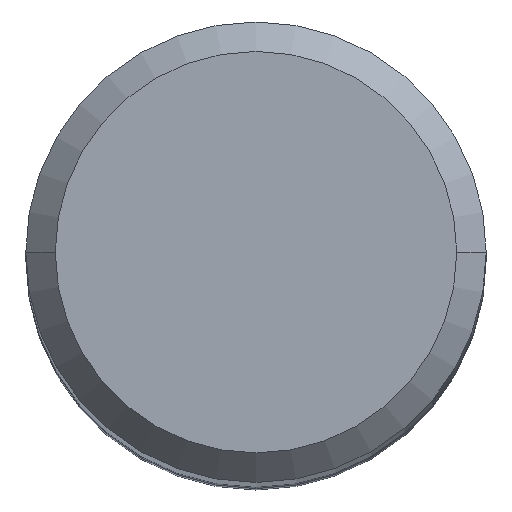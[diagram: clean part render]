
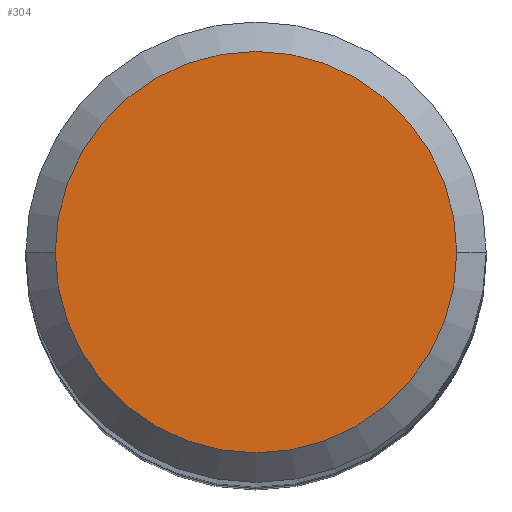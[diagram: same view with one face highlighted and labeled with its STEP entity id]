
A CAD part, top view. The second image highlights one B-rep face of the part: STEP entity #304.
In plain terms, the highlighted planar face has unit normal (0, 0, 1).
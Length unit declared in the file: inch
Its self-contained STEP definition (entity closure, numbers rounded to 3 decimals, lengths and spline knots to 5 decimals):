
#4 = FACE_OUTER_BOUND ( 'NONE', #418, .T. ) ;
#140 = ORIENTED_EDGE ( 'NONE', *, *, #157, .T. ) ;
#141 = AXIS2_PLACEMENT_3D ( 'NONE', #321, #407, #204 ) ;
#157 = EDGE_CURVE ( 'NONE', #253, #232, #290, .T. ) ;
#162 = CARTESIAN_POINT ( 'NONE',  ( -0.13625, 0., 0. ) ) ;
#191 = CARTESIAN_POINT ( 'NONE',  ( 0., 0., 0. ) ) ;
#200 = CARTESIAN_POINT ( 'NONE',  ( 0.13625, 0., 0. ) ) ;
#204 = DIRECTION ( 'NONE',  ( 1., 0., 0. ) ) ;
#225 = AXIS2_PLACEMENT_3D ( 'NONE', #299, #560, #423 ) ;
#232 = VERTEX_POINT ( 'NONE', #162 ) ;
#253 = VERTEX_POINT ( 'NONE', #200 ) ;
#273 = EDGE_CURVE ( 'NONE', #232, #253, #558, .T. ) ;
#290 = CIRCLE ( 'NONE', #357, 0.13625 ) ;
#299 = CARTESIAN_POINT ( 'NONE',  ( 0., 0.13625, 0. ) ) ;
#304 = ADVANCED_FACE ( 'NONE', ( #4 ), #468, .F. ) ;
#321 = CARTESIAN_POINT ( 'NONE',  ( 0., 0., 0. ) ) ;
#357 = AXIS2_PLACEMENT_3D ( 'NONE', #191, #387, #389 ) ;
#366 = ORIENTED_EDGE ( 'NONE', *, *, #273, .T. ) ;
#387 = DIRECTION ( 'NONE',  ( 0., 0., 1. ) ) ;
#389 = DIRECTION ( 'NONE',  ( 1., 0., 0. ) ) ;
#407 = DIRECTION ( 'NONE',  ( 0., 0., 1. ) ) ;
#418 = EDGE_LOOP ( 'NONE', ( #366, #140 ) ) ;
#423 = DIRECTION ( 'NONE',  ( -1., 0., 0. ) ) ;
#468 = PLANE ( 'NONE',  #225 ) ;
#558 = CIRCLE ( 'NONE', #141, 0.13625 ) ;
#560 = DIRECTION ( 'NONE',  ( 0., 0., -1. ) ) ;
